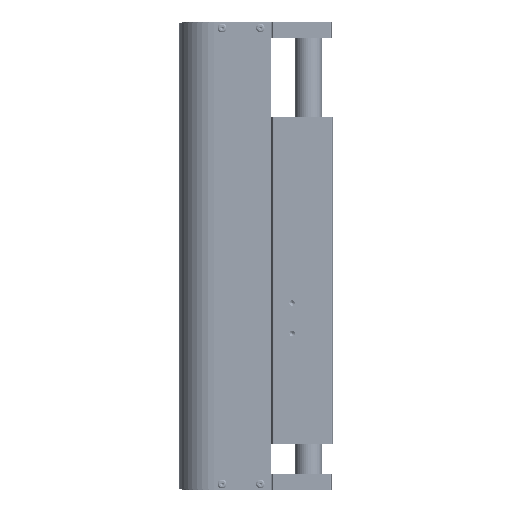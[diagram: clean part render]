
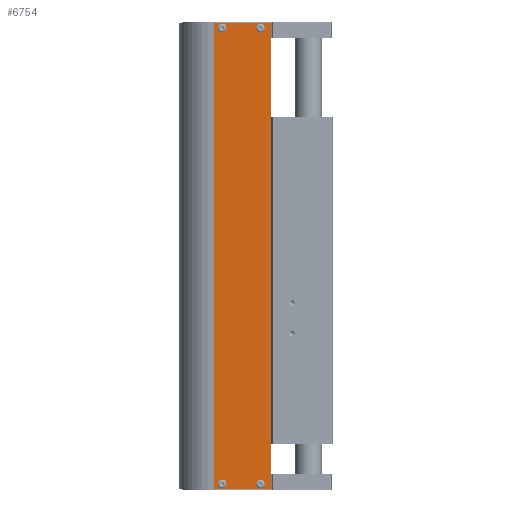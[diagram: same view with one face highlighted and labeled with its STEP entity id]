
A CAD part, left-side view. The second image highlights one B-rep face of the part: STEP entity #6754.
In plain terms, the highlighted face is planar.
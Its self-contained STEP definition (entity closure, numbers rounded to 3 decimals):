
#2732 = DIRECTION ( 'NONE',  ( 0., 0., -1. ) ) ;
#2970 = VERTEX_POINT ( 'NONE', #33960 ) ;
#3084 = AXIS2_PLACEMENT_3D ( 'NONE', #37960, #49859, #24775 ) ;
#3182 = CIRCLE ( 'NONE', #56121, 2.4 ) ;
#3472 = EDGE_CURVE ( 'NONE', #53201, #53201, #22312, .T. ) ;
#4827 = DIRECTION ( 'NONE',  ( 0., 0., -1. ) ) ;
#5241 = CARTESIAN_POINT ( 'NONE',  ( 32., -42., 422. ) ) ;
#5269 = VECTOR ( 'NONE', #28413, 1000. ) ;
#6071 = DIRECTION ( 'NONE',  ( 1., 0., 0. ) ) ;
#6754 = ADVANCED_FACE ( 'NONE', ( #73683, #20527, #46462, #7803, #27765 ), #9074, .F. ) ;
#7803 = FACE_BOUND ( 'NONE', #39297, .T. ) ;
#8222 = CARTESIAN_POINT ( 'NONE',  ( 32., -52., 427. ) ) ;
#9074 = PLANE ( 'NONE',  #47103 ) ;
#10040 = DIRECTION ( 'NONE',  ( 0., 0., -1. ) ) ;
#10457 = ORIENTED_EDGE ( 'NONE', *, *, #17758, .T. ) ;
#11369 = CIRCLE ( 'NONE', #50629, 2.4 ) ;
#14404 = DIRECTION ( 'NONE',  ( 1., 0., 0. ) ) ;
#14752 = EDGE_CURVE ( 'NONE', #25902, #25902, #3182, .T. ) ;
#14813 = EDGE_CURVE ( 'NONE', #2970, #2970, #11369, .T. ) ;
#15134 = CARTESIAN_POINT ( 'NONE',  ( 32., 0., 427. ) ) ;
#16610 = CARTESIAN_POINT ( 'NONE',  ( 32., 0., 0. ) ) ;
#16628 = EDGE_CURVE ( 'NONE', #42048, #18706, #60725, .T. ) ;
#17758 = EDGE_CURVE ( 'NONE', #59168, #42048, #21592, .T. ) ;
#18691 = ORIENTED_EDGE ( 'NONE', *, *, #35367, .F. ) ;
#18706 = VERTEX_POINT ( 'NONE', #16610 ) ;
#20097 = CARTESIAN_POINT ( 'NONE',  ( 32., -51.5, 427. ) ) ;
#20527 = FACE_BOUND ( 'NONE', #34150, .T. ) ;
#21410 = ORIENTED_EDGE ( 'NONE', *, *, #81179, .F. ) ;
#21592 = LINE ( 'NONE', #47509, #51630 ) ;
#22312 = CIRCLE ( 'NONE', #42639, 2.4 ) ;
#22443 = EDGE_LOOP ( 'NONE', ( #21410, #10457, #44090, #18691 ) ) ;
#22678 = CARTESIAN_POINT ( 'NONE',  ( 32., 0., 427. ) ) ;
#23845 = CARTESIAN_POINT ( 'NONE',  ( 32., -52., 427. ) ) ;
#24040 = EDGE_LOOP ( 'NONE', ( #83437 ) ) ;
#24117 = CARTESIAN_POINT ( 'NONE',  ( 32., -51.5, 0. ) ) ;
#24775 = DIRECTION ( 'NONE',  ( 0., 0., -1. ) ) ;
#25902 = VERTEX_POINT ( 'NONE', #51831 ) ;
#27765 = FACE_BOUND ( 'NONE', #24040, .T. ) ;
#28413 = DIRECTION ( 'NONE',  ( 0., 1., 0. ) ) ;
#29086 = DIRECTION ( 'NONE',  ( 1., 0., 0. ) ) ;
#33470 = DIRECTION ( 'NONE',  ( 0., 0., -1. ) ) ;
#33960 = CARTESIAN_POINT ( 'NONE',  ( 32., -42., 419.6 ) ) ;
#34135 = DIRECTION ( 'NONE',  ( -1., 0., 0. ) ) ;
#34150 = EDGE_LOOP ( 'NONE', ( #58081 ) ) ;
#35367 = EDGE_CURVE ( 'NONE', #38770, #18706, #54210, .T. ) ;
#37960 = CARTESIAN_POINT ( 'NONE',  ( 32., -42., 5. ) ) ;
#38770 = VERTEX_POINT ( 'NONE', #22678 ) ;
#39297 = EDGE_LOOP ( 'NONE', ( #41192 ) ) ;
#39616 = CARTESIAN_POINT ( 'NONE',  ( 32., -7., 419.6 ) ) ;
#41192 = ORIENTED_EDGE ( 'NONE', *, *, #69618, .F. ) ;
#42048 = VERTEX_POINT ( 'NONE', #24117 ) ;
#42639 = AXIS2_PLACEMENT_3D ( 'NONE', #59434, #14404, #58595 ) ;
#44090 = ORIENTED_EDGE ( 'NONE', *, *, #16628, .T. ) ;
#46462 = FACE_BOUND ( 'NONE', #63119, .T. ) ;
#47103 = AXIS2_PLACEMENT_3D ( 'NONE', #8222, #34135, #60083 ) ;
#47509 = CARTESIAN_POINT ( 'NONE',  ( 32., -51.5, 427. ) ) ;
#49859 = DIRECTION ( 'NONE',  ( 1., 0., 0. ) ) ;
#50427 = ORIENTED_EDGE ( 'NONE', *, *, #3472, .F. ) ;
#50583 = DIRECTION ( 'NONE',  ( 0., 1., 0. ) ) ;
#50629 = AXIS2_PLACEMENT_3D ( 'NONE', #5241, #6071, #4827 ) ;
#51342 = VERTEX_POINT ( 'NONE', #64940 ) ;
#51630 = VECTOR ( 'NONE', #33470, 1000. ) ;
#51831 = CARTESIAN_POINT ( 'NONE',  ( 32., -7., 2.6 ) ) ;
#53201 = VERTEX_POINT ( 'NONE', #39616 ) ;
#54210 = LINE ( 'NONE', #15134, #74517 ) ;
#56121 = AXIS2_PLACEMENT_3D ( 'NONE', #74965, #29086, #2732 ) ;
#58081 = ORIENTED_EDGE ( 'NONE', *, *, #14813, .F. ) ;
#58595 = DIRECTION ( 'NONE',  ( 0., 0., -1. ) ) ;
#59168 = VERTEX_POINT ( 'NONE', #20097 ) ;
#59434 = CARTESIAN_POINT ( 'NONE',  ( 32., -7., 422. ) ) ;
#60083 = DIRECTION ( 'NONE',  ( 0., -1., 0. ) ) ;
#60725 = LINE ( 'NONE', #79883, #5269 ) ;
#63119 = EDGE_LOOP ( 'NONE', ( #50427 ) ) ;
#64940 = CARTESIAN_POINT ( 'NONE',  ( 32., -42., 2.6 ) ) ;
#68495 = LINE ( 'NONE', #23845, #83828 ) ;
#69618 = EDGE_CURVE ( 'NONE', #51342, #51342, #76334, .T. ) ;
#73683 = FACE_OUTER_BOUND ( 'NONE', #22443, .T. ) ;
#74517 = VECTOR ( 'NONE', #10040, 1000. ) ;
#74965 = CARTESIAN_POINT ( 'NONE',  ( 32., -7., 5. ) ) ;
#76334 = CIRCLE ( 'NONE', #3084, 2.4 ) ;
#79883 = CARTESIAN_POINT ( 'NONE',  ( 32., -52., 0. ) ) ;
#81179 = EDGE_CURVE ( 'NONE', #59168, #38770, #68495, .T. ) ;
#83437 = ORIENTED_EDGE ( 'NONE', *, *, #14752, .F. ) ;
#83828 = VECTOR ( 'NONE', #50583, 1000. ) ;
